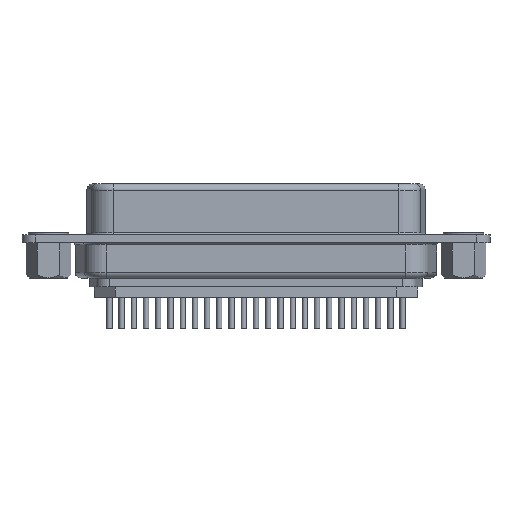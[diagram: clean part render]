
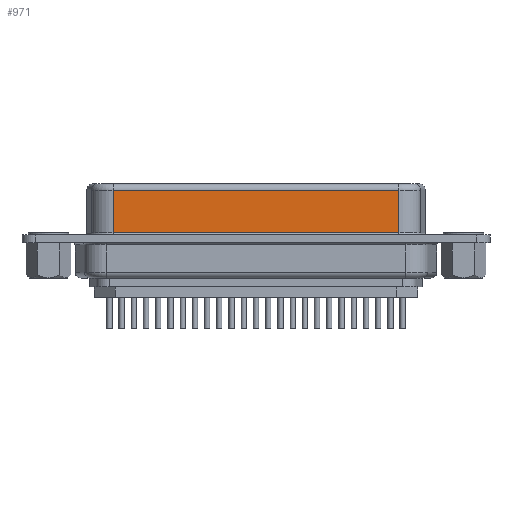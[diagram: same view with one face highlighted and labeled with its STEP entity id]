
A CAD part, front view. The second image highlights one B-rep face of the part: STEP entity #971.
In plain terms, the highlighted planar face has unit normal (0, -1, 0).
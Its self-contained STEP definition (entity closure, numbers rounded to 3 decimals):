
#64 = VERTEX_POINT ( 'NONE', #12390 ) ;
#510 = EDGE_LOOP ( 'NONE', ( #2030, #2031, #2032, #2033 ) ) ;
#971 = ADVANCED_FACE ( 'NONE', ( #4412 ), #3734, .F. ) ;
#2030 = ORIENTED_EDGE ( 'NONE', *, *, #10928, .T. ) ;
#2031 = ORIENTED_EDGE ( 'NONE', *, *, #10715, .T. ) ;
#2032 = ORIENTED_EDGE ( 'NONE', *, *, #10324, .F. ) ;
#2033 = ORIENTED_EDGE ( 'NONE', *, *, #10219, .T. ) ;
#3731 = CARTESIAN_POINT ( 'NONE',  ( -16.179, -3.95, 6.25 ) ) ;
#3734 = PLANE ( 'NONE',  #12130 ) ;
#3736 = DIRECTION ( 'NONE',  ( 0., 1., 0. ) ) ;
#3737 = DIRECTION ( 'NONE',  ( 0., 0., 1. ) ) ;
#4412 = FACE_OUTER_BOUND ( 'NONE', #510, .T. ) ;
#6370 = LINE ( 'NONE', #7280, #6373 ) ;
#6373 = VECTOR ( 'NONE', #7282, 1000. ) ;
#6492 = LINE ( 'NONE', #7489, #6496 ) ;
#6496 = VECTOR ( 'NONE', #7494, 1000. ) ;
#6936 = LINE ( 'NONE', #8328, #6941 ) ;
#6941 = VECTOR ( 'NONE', #8324, 1000. ) ;
#7280 = CARTESIAN_POINT ( 'NONE',  ( -16.179, -3.95, 5.5 ) ) ;
#7282 = DIRECTION ( 'NONE',  ( -1., 0., 0. ) ) ;
#7489 = CARTESIAN_POINT ( 'NONE',  ( 16.179, -3.95, 6.25 ) ) ;
#7494 = DIRECTION ( 'NONE',  ( 0., 0., -1. ) ) ;
#8324 = DIRECTION ( 'NONE',  ( 1., 0., 0. ) ) ;
#8328 = CARTESIAN_POINT ( 'NONE',  ( 16.179, -3.95, 0.7 ) ) ;
#8795 = CARTESIAN_POINT ( 'NONE',  ( -16.179, -3.95, 6.25 ) ) ;
#8803 = DIRECTION ( 'NONE',  ( 0., 0., -1. ) ) ;
#8908 = LINE ( 'NONE', #8795, #8913 ) ;
#8913 = VECTOR ( 'NONE', #8803, 1000. ) ;
#9812 = CARTESIAN_POINT ( 'NONE',  ( 16.179, -3.95, 0.7 ) ) ;
#9851 = CARTESIAN_POINT ( 'NONE',  ( 16.179, -3.95, 5.5 ) ) ;
#9971 = CARTESIAN_POINT ( 'NONE',  ( -16.179, -3.95, 5.5 ) ) ;
#10219 = EDGE_CURVE ( 'NONE', #13372, #13855, #6370, .T. ) ;
#10324 = EDGE_CURVE ( 'NONE', #13372, #13330, #6492, .T. ) ;
#10715 = EDGE_CURVE ( 'NONE', #64, #13330, #6936, .T. ) ;
#10928 = EDGE_CURVE ( 'NONE', #13855, #64, #8908, .T. ) ;
#12130 = AXIS2_PLACEMENT_3D ( 'NONE', #3731, #3736, #3737 ) ;
#12390 = CARTESIAN_POINT ( 'NONE',  ( -16.179, -3.95, 0.7 ) ) ;
#13330 = VERTEX_POINT ( 'NONE', #9812 ) ;
#13372 = VERTEX_POINT ( 'NONE', #9851 ) ;
#13855 = VERTEX_POINT ( 'NONE', #9971 ) ;
